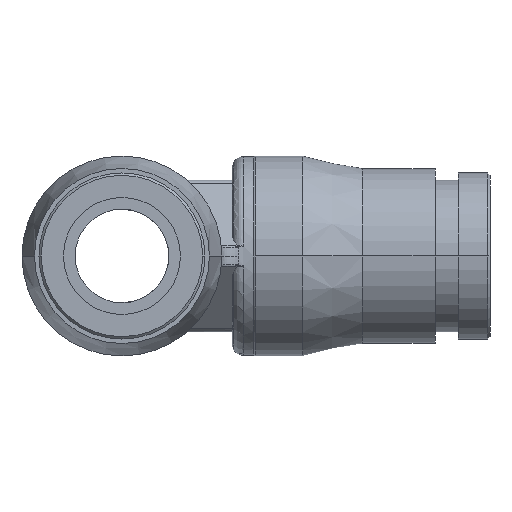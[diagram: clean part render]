
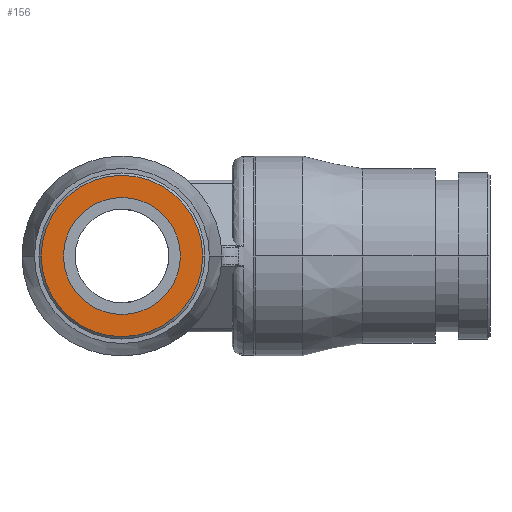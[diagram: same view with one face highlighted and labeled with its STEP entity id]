
A CAD part, left-side view. The second image highlights one B-rep face of the part: STEP entity #156.
In plain terms, the highlighted planar face has unit normal (-1, 0, 0).
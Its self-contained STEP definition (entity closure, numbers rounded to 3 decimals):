
#156=ADVANCED_FACE('',(#410,#411),#412,.T.);
#410=FACE_BOUND('',#693,.T.);
#411=FACE_OUTER_BOUND('',#694,.T.);
#412=PLANE('',#695);
#693=EDGE_LOOP('',(#1626,#1627));
#694=EDGE_LOOP('',(#1628,#1629));
#695=AXIS2_PLACEMENT_3D('',#1630,#1631,#1632);
#1626=ORIENTED_EDGE('',*,*,#2027,.T.);
#1627=ORIENTED_EDGE('',*,*,#2006,.T.);
#1628=ORIENTED_EDGE('',*,*,#1903,.T.);
#1629=ORIENTED_EDGE('',*,*,#2152,.T.);
#1630=CARTESIAN_POINT('',(-62.958,3.45,0.));
#1631=DIRECTION('',(-1.0,0.0,0.));
#1632=DIRECTION('',(0.0,1.0,0.0));
#1903=EDGE_CURVE('',#2288,#2292,#2294,.T.);
#2006=EDGE_CURVE('',#2466,#2470,#2472,.T.);
#2027=EDGE_CURVE('',#2470,#2466,#2504,.T.);
#2152=EDGE_CURVE('',#2292,#2288,#2693,.T.);
#2288=VERTEX_POINT('',#2901);
#2292=VERTEX_POINT('',#2906);
#2294=CIRCLE('',#2909,6.9);
#2466=VERTEX_POINT('',#3218);
#2470=VERTEX_POINT('',#3223);
#2472=CIRCLE('',#3226,5.0);
#2504=CIRCLE('',#3264,5.0);
#2693=CIRCLE('',#3763,6.9);
#2901=CARTESIAN_POINT('',(-62.958,6.9,0.));
#2906=CARTESIAN_POINT('',(-62.958,-6.9,0.));
#2909=AXIS2_PLACEMENT_3D('',#3966,#3967,#3968);
#3218=CARTESIAN_POINT('',(-62.958,0.,-5.0));
#3223=CARTESIAN_POINT('',(-62.958,0.,5.0));
#3226=AXIS2_PLACEMENT_3D('',#4154,#4155,#4156);
#3264=AXIS2_PLACEMENT_3D('',#4205,#4206,#4207);
#3763=AXIS2_PLACEMENT_3D('',#4387,#4388,#4389);
#3966=CARTESIAN_POINT('',(-62.958,0.0,0.));
#3967=DIRECTION('',(-1.0,0.0,0.));
#3968=DIRECTION('',(0.0,1.0,0.0));
#4154=CARTESIAN_POINT('',(-62.958,0.0,0.0));
#4155=DIRECTION('',(1.0,0.0,0.));
#4156=DIRECTION('',(0.,0.0,-1.0));
#4205=CARTESIAN_POINT('',(-62.958,0.0,0.0));
#4206=DIRECTION('',(1.0,0.0,0.));
#4207=DIRECTION('',(0.,0.0,-1.0));
#4387=CARTESIAN_POINT('',(-62.958,0.0,0.));
#4388=DIRECTION('',(-1.0,0.0,0.));
#4389=DIRECTION('',(0.0,1.0,0.0));
